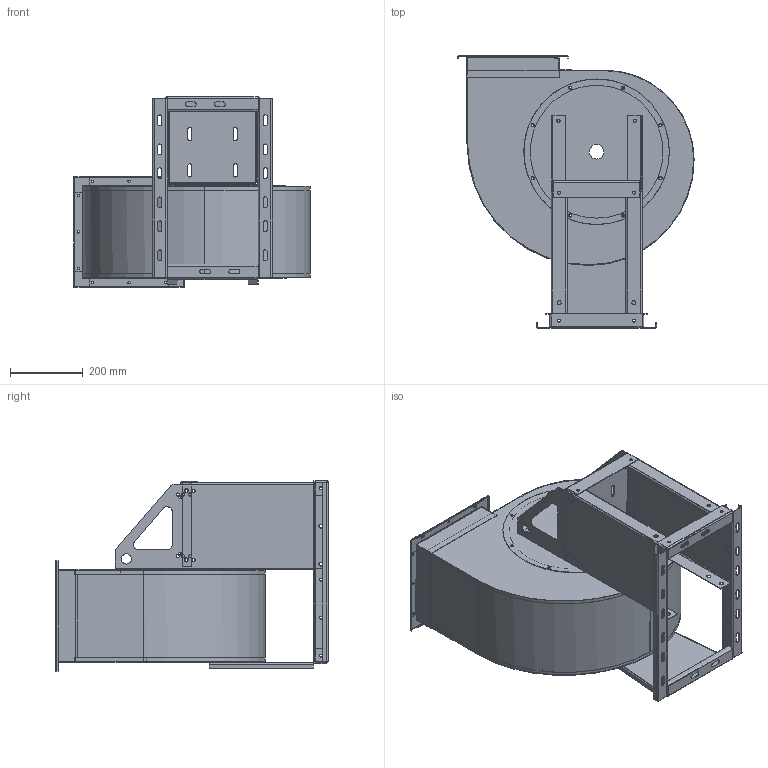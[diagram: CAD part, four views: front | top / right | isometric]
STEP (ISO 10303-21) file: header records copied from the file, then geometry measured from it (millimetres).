
FILE_DESCRIPTION(('STEP AP203'), '1');
FILE_NAME('ÂÐ 280-46-3.55', '', ('UNSPECIFIED'), ('UNSPECIFIED'), 'ASCON STEP Converter 1.3', 'ASCON Math Kernel', '');
FILE_SCHEMA(('CONFIG_CONTROL_DESIGN'));
Length unit declared in the file: millimetre
Bounding box: 649.71 x 748.34 x 523.19 mm (x, y, z)
Volume: 3478622.9 mm3; surface area: 4124389 mm2
Topology: 3 solids, 3 shells, 3930 faces, 12387 edges, 7453 vertices
Faces by surface type: plane 3134, cylinder 794, torus 2
Full cylindrical faces by diameter (mm): 5 x8, 6.5 x28, 8.5 x50, 9.3 x20, 11.3 x20, 13.3 x8, 28 x2, 40 x1, 92 x1, 270 x1, 274 x1, 278 x1, 284 x1, 356.775 x2, 365 x2, 400 x1, 405 x1
Entity records: 166701 total; most frequent: ORIENTED_EDGE 24474, CARTESIAN_POINT 23763, DIRECTION 21881, EDGE_CURVE 12237, LINE 10423, VECTOR 10423, VERTEX_POINT 7455, AXIS2_PLACEMENT_3D 5729
